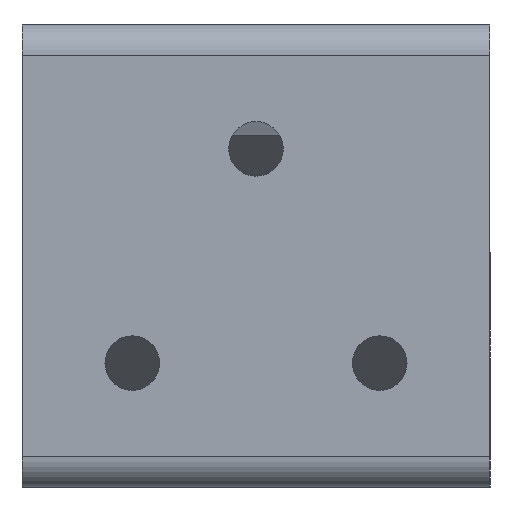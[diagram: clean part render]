
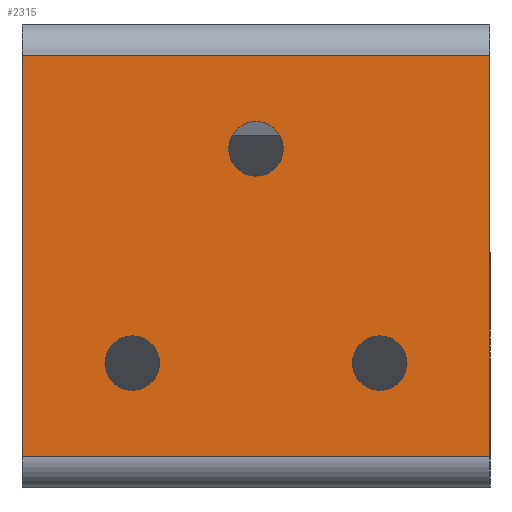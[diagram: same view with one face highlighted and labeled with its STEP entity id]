
A CAD part, left-side view. The second image highlights one B-rep face of the part: STEP entity #2315.
In plain terms, the highlighted planar face has unit normal (-1, 0, 0).
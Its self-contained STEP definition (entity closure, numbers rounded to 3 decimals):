
#26 = ORIENTED_EDGE ( 'NONE', *, *, #301, .T. ) ;
#94 = VERTEX_POINT ( 'NONE', #1730 ) ;
#125 = ORIENTED_EDGE ( 'NONE', *, *, #1835, .F. ) ;
#142 = DIRECTION ( 'NONE',  ( 0., 0., 1. ) ) ;
#171 = PLANE ( 'NONE',  #1843 ) ;
#194 = LINE ( 'NONE', #2132, #1247 ) ;
#201 = CARTESIAN_POINT ( 'NONE',  ( 0., 15., -8.266 ) ) ;
#212 = VERTEX_POINT ( 'NONE', #1167 ) ;
#225 = CIRCLE ( 'NONE', #1046, 1.75 ) ;
#230 = EDGE_CURVE ( 'NONE', #2024, #1735, #2331, .T. ) ;
#266 = CARTESIAN_POINT ( 'NONE',  ( 0., 15., -8.266 ) ) ;
#267 = AXIS2_PLACEMENT_3D ( 'NONE', #1347, #1899, #796 ) ;
#280 = FACE_BOUND ( 'NONE', #2265, .T. ) ;
#301 = EDGE_CURVE ( 'NONE', #212, #2024, #891, .T. ) ;
#304 = CIRCLE ( 'NONE', #644, 1.75 ) ;
#388 = CARTESIAN_POINT ( 'NONE',  ( 0., 0., -28. ) ) ;
#395 = FACE_OUTER_BOUND ( 'NONE', #1408, .T. ) ;
#466 = EDGE_CURVE ( 'NONE', #1735, #749, #194, .T. ) ;
#482 = CIRCLE ( 'NONE', #267, 1.75 ) ;
#511 = CARTESIAN_POINT ( 'NONE',  ( 0., 0., -2.266 ) ) ;
#520 = CARTESIAN_POINT ( 'NONE',  ( 0., 30., 0. ) ) ;
#524 = AXIS2_PLACEMENT_3D ( 'NONE', #266, #2128, #1026 ) ;
#534 = CARTESIAN_POINT ( 'NONE',  ( 0., 30., -28. ) ) ;
#536 = ORIENTED_EDGE ( 'NONE', *, *, #2053, .F. ) ;
#570 = CARTESIAN_POINT ( 'NONE',  ( 0., 15., -10.016 ) ) ;
#621 = EDGE_LOOP ( 'NONE', ( #1207, #536 ) ) ;
#635 = LINE ( 'NONE', #1876, #1614 ) ;
#644 = AXIS2_PLACEMENT_3D ( 'NONE', #1825, #1633, #142 ) ;
#671 = CARTESIAN_POINT ( 'NONE',  ( 0., 22.93, -20.25 ) ) ;
#744 = VERTEX_POINT ( 'NONE', #1676 ) ;
#749 = VERTEX_POINT ( 'NONE', #1506 ) ;
#763 = DIRECTION ( 'NONE',  ( -1., 0., 0. ) ) ;
#773 = DIRECTION ( 'NONE',  ( 0., 0., 1. ) ) ;
#796 = DIRECTION ( 'NONE',  ( 0., 0., 1. ) ) ;
#839 = ORIENTED_EDGE ( 'NONE', *, *, #230, .T. ) ;
#891 = LINE ( 'NONE', #534, #1769 ) ;
#899 = VERTEX_POINT ( 'NONE', #1106 ) ;
#914 = ORIENTED_EDGE ( 'NONE', *, *, #1015, .F. ) ;
#918 = DIRECTION ( 'NONE',  ( 0., -1., 0. ) ) ;
#919 = VERTEX_POINT ( 'NONE', #570 ) ;
#940 = DIRECTION ( 'NONE',  ( -1., 0., 0. ) ) ;
#967 = DIRECTION ( 'NONE',  ( -1., 0., 0. ) ) ;
#985 = FACE_BOUND ( 'NONE', #2057, .T. ) ;
#1008 = ORIENTED_EDGE ( 'NONE', *, *, #1608, .F. ) ;
#1010 = ORIENTED_EDGE ( 'NONE', *, *, #2025, .F. ) ;
#1015 = EDGE_CURVE ( 'NONE', #744, #919, #225, .T. ) ;
#1026 = DIRECTION ( 'NONE',  ( 0., 0., 1. ) ) ;
#1046 = AXIS2_PLACEMENT_3D ( 'NONE', #201, #763, #2068 ) ;
#1062 = CIRCLE ( 'NONE', #2231, 1.75 ) ;
#1106 = CARTESIAN_POINT ( 'NONE',  ( 0., 7.07, -23.75 ) ) ;
#1167 = CARTESIAN_POINT ( 'NONE',  ( 0., 30., -28. ) ) ;
#1184 = DIRECTION ( 'NONE',  ( 0., 1., 0. ) ) ;
#1207 = ORIENTED_EDGE ( 'NONE', *, *, #2074, .F. ) ;
#1243 = CIRCLE ( 'NONE', #2065, 1.75 ) ;
#1247 = VECTOR ( 'NONE', #1184, 1000. ) ;
#1293 = DIRECTION ( 'NONE',  ( 1., 0., 0. ) ) ;
#1338 = VERTEX_POINT ( 'NONE', #671 ) ;
#1345 = VECTOR ( 'NONE', #1611, 1000. ) ;
#1347 = CARTESIAN_POINT ( 'NONE',  ( 0., 7.07, -22. ) ) ;
#1408 = EDGE_LOOP ( 'NONE', ( #839, #2157, #1010, #26 ) ) ;
#1506 = CARTESIAN_POINT ( 'NONE',  ( 0., 30., -2.266 ) ) ;
#1511 = CARTESIAN_POINT ( 'NONE',  ( 0., 22.93, -22. ) ) ;
#1518 = CARTESIAN_POINT ( 'NONE',  ( 0., 22.93, -22. ) ) ;
#1555 = VERTEX_POINT ( 'NONE', #1616 ) ;
#1608 = EDGE_CURVE ( 'NONE', #919, #744, #2268, .T. ) ;
#1611 = DIRECTION ( 'NONE',  ( 0., 0., 1. ) ) ;
#1614 = VECTOR ( 'NONE', #773, 1000. ) ;
#1616 = CARTESIAN_POINT ( 'NONE',  ( 0., 22.93, -23.75 ) ) ;
#1633 = DIRECTION ( 'NONE',  ( -1., 0., 0. ) ) ;
#1676 = CARTESIAN_POINT ( 'NONE',  ( 0., 15., -6.516 ) ) ;
#1713 = ORIENTED_EDGE ( 'NONE', *, *, #2161, .F. ) ;
#1730 = CARTESIAN_POINT ( 'NONE',  ( 0., 7.07, -20.25 ) ) ;
#1735 = VERTEX_POINT ( 'NONE', #511 ) ;
#1769 = VECTOR ( 'NONE', #918, 1000. ) ;
#1825 = CARTESIAN_POINT ( 'NONE',  ( 0., 7.07, -22. ) ) ;
#1835 = EDGE_CURVE ( 'NONE', #899, #94, #304, .T. ) ;
#1837 = DIRECTION ( 'NONE',  ( 0., 0., -1. ) ) ;
#1843 = AXIS2_PLACEMENT_3D ( 'NONE', #520, #1293, #1837 ) ;
#1876 = CARTESIAN_POINT ( 'NONE',  ( 0., 30., 0. ) ) ;
#1895 = CARTESIAN_POINT ( 'NONE',  ( 0., 0., 0. ) ) ;
#1899 = DIRECTION ( 'NONE',  ( -1., 0., 0. ) ) ;
#2024 = VERTEX_POINT ( 'NONE', #388 ) ;
#2025 = EDGE_CURVE ( 'NONE', #212, #749, #635, .T. ) ;
#2053 = EDGE_CURVE ( 'NONE', #1555, #1338, #1243, .T. ) ;
#2057 = EDGE_LOOP ( 'NONE', ( #914, #1008 ) ) ;
#2065 = AXIS2_PLACEMENT_3D ( 'NONE', #1518, #940, #2093 ) ;
#2068 = DIRECTION ( 'NONE',  ( 0., 0., 1. ) ) ;
#2074 = EDGE_CURVE ( 'NONE', #1338, #1555, #1062, .T. ) ;
#2093 = DIRECTION ( 'NONE',  ( 0., 0., 1. ) ) ;
#2128 = DIRECTION ( 'NONE',  ( -1., 0., 0. ) ) ;
#2132 = CARTESIAN_POINT ( 'NONE',  ( 0., 30., -2.266 ) ) ;
#2146 = FACE_BOUND ( 'NONE', #621, .T. ) ;
#2157 = ORIENTED_EDGE ( 'NONE', *, *, #466, .T. ) ;
#2161 = EDGE_CURVE ( 'NONE', #94, #899, #482, .T. ) ;
#2231 = AXIS2_PLACEMENT_3D ( 'NONE', #1511, #967, #2254 ) ;
#2254 = DIRECTION ( 'NONE',  ( 0., 0., 1. ) ) ;
#2265 = EDGE_LOOP ( 'NONE', ( #1713, #125 ) ) ;
#2268 = CIRCLE ( 'NONE', #524, 1.75 ) ;
#2315 = ADVANCED_FACE ( 'NONE', ( #2146, #280, #985, #395 ), #171, .F. ) ;
#2331 = LINE ( 'NONE', #1895, #1345 ) ;
